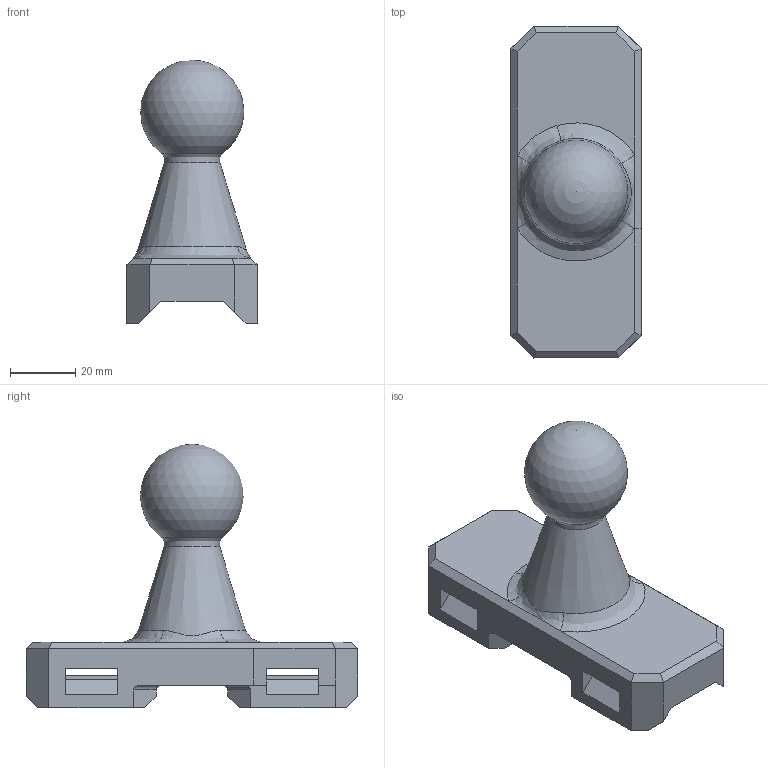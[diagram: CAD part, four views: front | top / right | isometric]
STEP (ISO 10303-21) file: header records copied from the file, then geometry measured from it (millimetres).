
FILE_DESCRIPTION(('HOOPS Exchange Step'),'2;1');
FILE_NAME('temp_export','2021-03-14T17:19:31+01:00',('mobile'),('Shapr3D Limited'),'HOOPS Exchange 2020.2','Shapr3D','Authorized');
FILE_SCHEMA( ('AP203_CONFIGURATION_CONTROLLED_3D_DESIGN_OF_MECHANICAL_PARTS_AND_ASSEMBLIES_MIM_LF') );
Length unit declared in the file: millimetre
Products named in the file (2): 0; 4978CB85-8345-4B9B-99FB-ADD16BA130CE.tmp
Assembly tree (1 placements, depth 2):
  4978CB85-8345-4B9B-99FB-ADD16BA130CE.tmp
    0
Bounding box: 40.01 x 102 x 81.03 mm (x, y, z)
Volume: 88300.2 mm3; surface area: 20004.6 mm2
Topology: 1 solids, 1 shells, 76 faces, 213 edges, 137 vertices
Faces by surface type: plane 59, cylinder 9, bspline 7, sphere 1
Entity records: 10241 total; most frequent: CARTESIAN_POINT 8282, ORIENTED_EDGE 424, DIRECTION 356, EDGE_CURVE 212, VECTOR 174, LINE 174, VERTEX_POINT 137, AXIS2_PLACEMENT_3D 91
